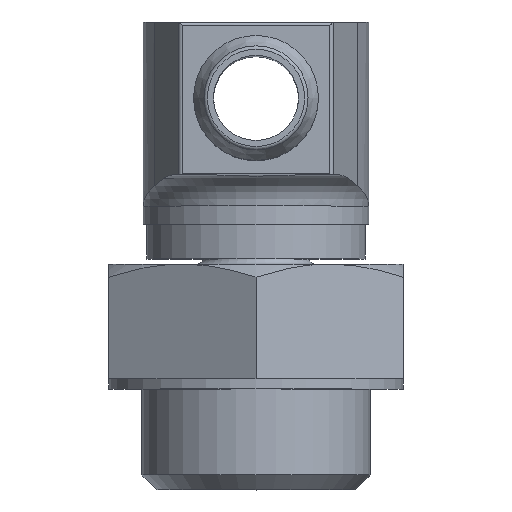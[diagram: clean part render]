
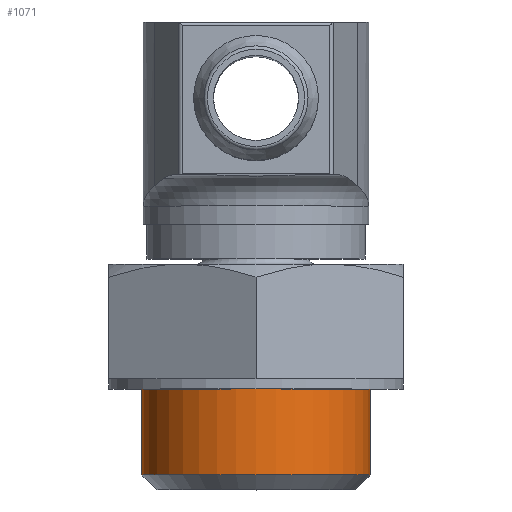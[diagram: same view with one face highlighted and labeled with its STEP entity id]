
A CAD part, top view. The second image highlights one B-rep face of the part: STEP entity #1071.
In plain terms, the highlighted cylindrical face has radius 6.579 mm (diameter 13.157 mm), a full revolution.
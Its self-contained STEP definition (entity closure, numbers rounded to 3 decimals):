
#450=ORIENTED_EDGE('',*,*,#616,.F.);
#451=ORIENTED_EDGE('',*,*,#617,.T.);
#616=EDGE_CURVE('',#721,#721,#769,.T.);
#617=EDGE_CURVE('',#722,#722,#770,.T.);
#721=VERTEX_POINT('',#1946);
#722=VERTEX_POINT('',#1949);
#769=CIRCLE('',#1215,6.579);
#770=CIRCLE('',#1217,6.579);
#866=EDGE_LOOP('',(#450));
#867=EDGE_LOOP('',(#451));
#971=FACE_BOUND('',#866,.T.);
#972=FACE_BOUND('',#867,.T.);
#1007=CYLINDRICAL_SURFACE('',#1216,6.579);
#1071=ADVANCED_FACE('',(#971,#972),#1007,.T.);
#1215=AXIS2_PLACEMENT_3D('',#1945,#1526,#1527);
#1216=AXIS2_PLACEMENT_3D('',#1947,#1528,#1529);
#1217=AXIS2_PLACEMENT_3D('',#1948,#1530,#1531);
#1526=DIRECTION('',(0.,-1.,0.));
#1527=DIRECTION('',(0.,0.,-1.));
#1528=DIRECTION('',(0.,-1.,0.));
#1529=DIRECTION('',(0.,0.,-1.));
#1530=DIRECTION('',(0.,-1.,0.));
#1531=DIRECTION('',(0.,0.,-1.));
#1945=CARTESIAN_POINT('',(0.,-4.944,0.));
#1946=CARTESIAN_POINT('',(0.,-4.944,-6.579));
#1947=CARTESIAN_POINT('',(0.,-5.8,0.));
#1948=CARTESIAN_POINT('',(0.,0.,0.));
#1949=CARTESIAN_POINT('',(0.,0.,-6.579));
